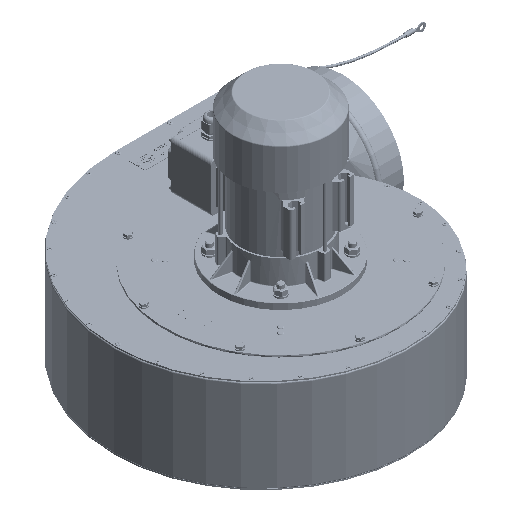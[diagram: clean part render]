
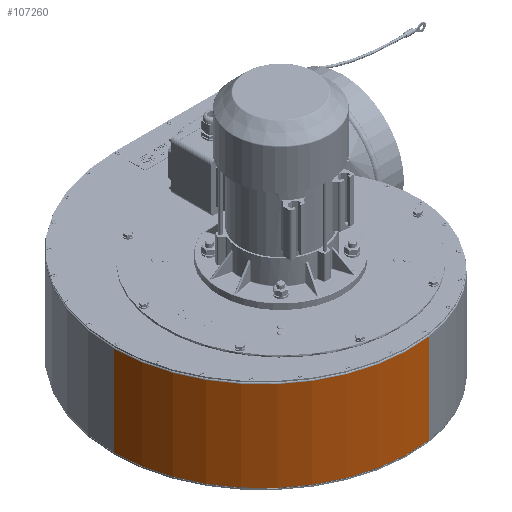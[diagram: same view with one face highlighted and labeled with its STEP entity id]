
A CAD part, isometric view. The second image highlights one B-rep face of the part: STEP entity #107260.
In plain terms, the highlighted cylindrical face has radius 241.05 mm (diameter 482.1 mm), a partial arc.
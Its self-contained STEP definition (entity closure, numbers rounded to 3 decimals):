
#14171=FACE_OUTER_BOUND('',#20972,.T.);
#20972=EDGE_LOOP('',(#91496,#91497,#91498,#91499));
#28944=LINE('',#191244,#36798);
#28945=LINE('',#191246,#36799);
#36798=VECTOR('',#138946,10.);
#36799=VECTOR('',#138949,10.);
#40342=CIRCLE('',#115439,241.05);
#40353=CIRCLE('',#115457,241.05);
#49713=VERTEX_POINT('',#191192);
#49714=VERTEX_POINT('',#191196);
#49718=VERTEX_POINT('',#191216);
#49719=VERTEX_POINT('',#191220);
#63816=EDGE_CURVE('',#49714,#49713,#40342,.T.);
#63828=EDGE_CURVE('',#49718,#49719,#40353,.T.);
#63839=EDGE_CURVE('',#49714,#49719,#28944,.T.);
#63840=EDGE_CURVE('',#49713,#49718,#28945,.T.);
#91496=ORIENTED_EDGE('',*,*,#63816,.F.);
#91497=ORIENTED_EDGE('',*,*,#63839,.T.);
#91498=ORIENTED_EDGE('',*,*,#63828,.F.);
#91499=ORIENTED_EDGE('',*,*,#63840,.F.);
#95893=CYLINDRICAL_SURFACE('',#115472,241.05);
#107260=ADVANCED_FACE('',(#14171),#95893,.T.);
#115439=AXIS2_PLACEMENT_3D('',#191198,#138875,#138876);
#115457=AXIS2_PLACEMENT_3D('',#191222,#138912,#138913);
#115472=AXIS2_PLACEMENT_3D('',#191245,#138947,#138948);
#138875=DIRECTION('center_axis',(0.,0.,-1.));
#138876=DIRECTION('ref_axis',(-0.655,-0.755,0.));
#138912=DIRECTION('center_axis',(0.,0.,1.));
#138913=DIRECTION('ref_axis',(-0.655,-0.755,0.));
#138946=DIRECTION('',(0.,0.,1.));
#138947=DIRECTION('center_axis',(0.,0.,1.));
#138948=DIRECTION('ref_axis',(-1.,0.,0.));
#138949=DIRECTION('',(0.,0.,1.));
#191192=CARTESIAN_POINT('',(-254.35,17.,-148.125));
#191196=CARTESIAN_POINT('',(20.654,-221.647,-148.125));
#191198=CARTESIAN_POINT('Origin',(-13.3,17.,-148.125));
#191216=CARTESIAN_POINT('',(-254.35,17.,-1.875));
#191220=CARTESIAN_POINT('',(20.654,-221.647,-1.875));
#191222=CARTESIAN_POINT('Origin',(-13.3,17.,-1.875));
#191244=CARTESIAN_POINT('',(20.654,-221.647,0.));
#191245=CARTESIAN_POINT('Origin',(-13.3,17.,-75.));
#191246=CARTESIAN_POINT('',(-254.35,17.,0.));
